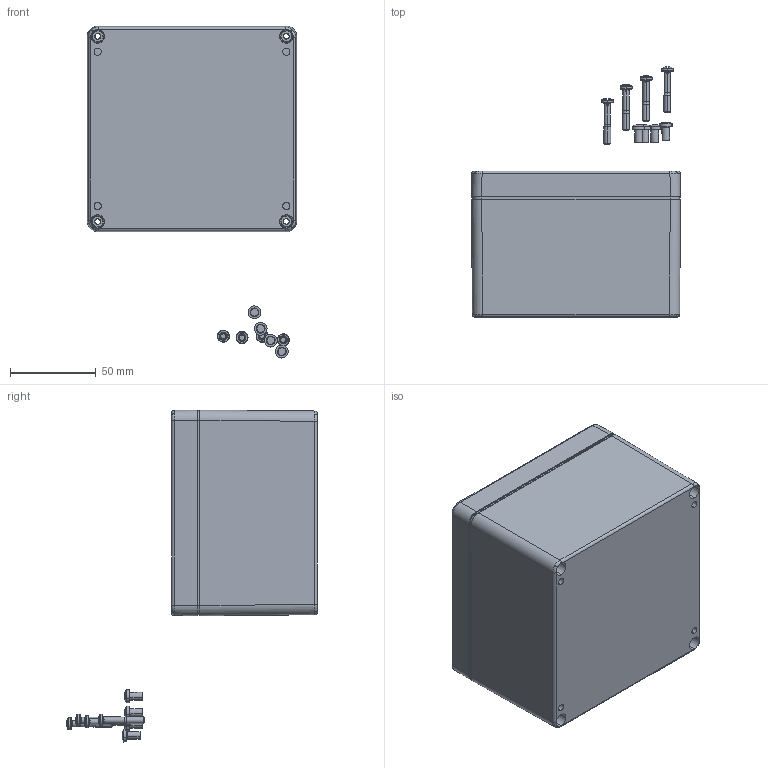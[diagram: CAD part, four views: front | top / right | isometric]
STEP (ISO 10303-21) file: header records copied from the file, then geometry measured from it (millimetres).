
FILE_DESCRIPTION(('FreeCAD Model'),'2;1');
FILE_NAME('12212085.STEP', '2026-03-24T15:28:04',('Author'),(''), 'Open CASCADE STEP processor 7.3','FreeCAD','Unknown');
FILE_SCHEMA(('AUTOMOTIVE_DESIGN { 1 0 10303 214 1 1 1 1 }'));
Length unit declared in the file: millimetre
Products named in the file (9): 12212085; 32082_Standard; 31821_Standard001; 31090-Einpressbuchse_Standard003; 31821_Standard; 51005_Standard; 93214_WN1442_D4,5x7,011; 5200.009.0_Standard003; 82002_im_Deckel_eingebaut
Assembly tree (17 placements, depth 3):
  12212085
    32082_Standard
    31821_Standard001
      31090-Einpressbuchse_Standard003  x4
      31821_Standard
    51005_Standard
      93214_WN1442_D4,5x7,011  x4
      5200.009.0_Standard003  x4
    82002_im_Deckel_eingebaut
Bounding box: 122 x 146.14 x 193.59 mm (x, y, z)
Volume: 226188.9 mm3; surface area: 160697.8 mm2
Topology: 15 solids, 15 shells, 1568 faces, 3837 edges, 2329 vertices
Faces by surface type: plane 605, bspline 342, cylinder 279, cone 190, torus 136, revolution 8, sphere 8
Entity records: 45660 total; most frequent: CARTESIAN_POINT 21035, ORIENTED_EDGE 5414, DIRECTION 4440, EDGE_CURVE 2707, AXIS2_PLACEMENT_3D 1678, VERTEX_POINT 1615, FACE_BOUND 1206, EDGE_LOOP 1206
